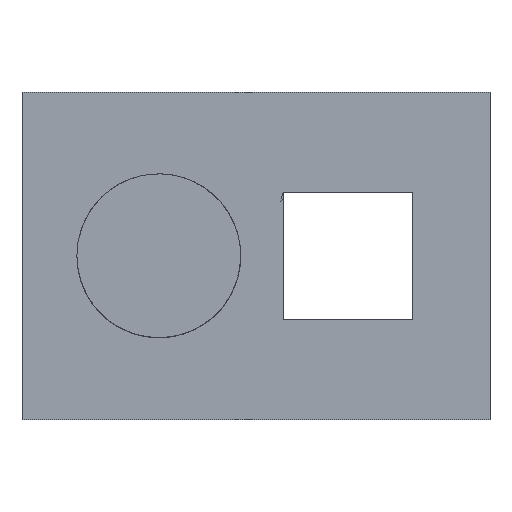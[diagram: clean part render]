
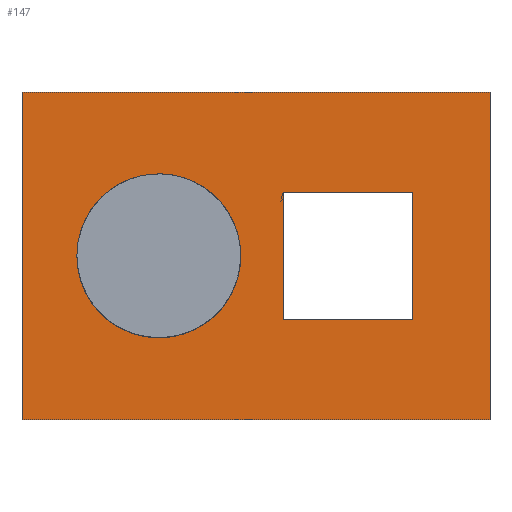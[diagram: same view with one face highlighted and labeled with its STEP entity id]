
A CAD part, top view. The second image highlights one B-rep face of the part: STEP entity #147.
In plain terms, the highlighted free-form (B-spline) face has degree [1, 1] with [2, 2] control points.
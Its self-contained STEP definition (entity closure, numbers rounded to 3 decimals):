
#147=ADVANCED_FACE('',(#163,#160,#161),#598,.T.);
#160=FACE_BOUND('',#177,.T.);
#161=FACE_BOUND('',#178,.T.);
#163=FACE_OUTER_BOUND('',#176,.T.);
#176=EDGE_LOOP('',(#192,#193,#194,#195));
#177=EDGE_LOOP('',(#196));
#178=EDGE_LOOP('',(#197));
#192=ORIENTED_EDGE('',*,*,#404,.T.);
#193=ORIENTED_EDGE('',*,*,#405,.T.);
#194=ORIENTED_EDGE('',*,*,#406,.T.);
#195=ORIENTED_EDGE('',*,*,#407,.T.);
#196=ORIENTED_EDGE('',*,*,#408,.T.);
#197=ORIENTED_EDGE('',*,*,#409,.T.);
#244=(
BOUNDED_CURVE()
B_SPLINE_CURVE(2,(#661,#662,#663,#664,#665,#666,#667,#668,#669),
 .UNSPECIFIED.,.T.,.F.)
B_SPLINE_CURVE_WITH_KNOTS((3,2,2,2,3),(3.142,4.712,
6.283,7.854,9.425),.UNSPECIFIED.)
CURVE()
GEOMETRIC_REPRESENTATION_ITEM()
RATIONAL_B_SPLINE_CURVE((1.,0.707,1.,0.707,1.,0.707,
1.,0.707,1.))
REPRESENTATION_ITEM('')
);
#250=PCURVE('',#598,#302);
#251=PCURVE('',#598,#303);
#252=PCURVE('',#598,#304);
#253=PCURVE('',#598,#305);
#254=PCURVE('',#598,#306);
#255=PCURVE('',#598,#307);
#302=DEFINITIONAL_REPRESENTATION('',(#455),#1116);
#303=DEFINITIONAL_REPRESENTATION('',(#457),#1116);
#304=DEFINITIONAL_REPRESENTATION('',(#459),#1116);
#305=DEFINITIONAL_REPRESENTATION('',(#461),#1116);
#306=DEFINITIONAL_REPRESENTATION('',(#462),#1116);
#307=DEFINITIONAL_REPRESENTATION('',(#464),#1116);
#354=SURFACE_CURVE('',#454,(#250),.PCURVE_S1.);
#355=SURFACE_CURVE('',#456,(#251),.PCURVE_S1.);
#356=SURFACE_CURVE('',#458,(#252),.PCURVE_S1.);
#357=SURFACE_CURVE('',#460,(#253),.PCURVE_S1.);
#358=SURFACE_CURVE('',#244,(#254),.PCURVE_S1.);
#359=SURFACE_CURVE('',#463,(#255),.PCURVE_S1.);
#404=EDGE_CURVE('',#550,#551,#354,.T.);
#405=EDGE_CURVE('',#551,#552,#355,.T.);
#406=EDGE_CURVE('',#552,#553,#356,.T.);
#407=EDGE_CURVE('',#553,#550,#357,.T.);
#408=EDGE_CURVE('',#554,#554,#358,.T.);
#409=EDGE_CURVE('',#555,#555,#359,.T.);
#454=B_SPLINE_CURVE_WITH_KNOTS('',1,(#645,#646),.UNSPECIFIED.,.F.,.F.,(2,
2),(0.,1.),.UNSPECIFIED.);
#455=B_SPLINE_CURVE_WITH_KNOTS('',1,(#647,#648),.UNSPECIFIED.,.F.,.F.,(2,
2),(0.,1.),.UNSPECIFIED.);
#456=B_SPLINE_CURVE_WITH_KNOTS('',1,(#649,#650),.UNSPECIFIED.,.F.,.F.,(2,
2),(0.,1.),.UNSPECIFIED.);
#457=B_SPLINE_CURVE_WITH_KNOTS('',1,(#651,#652),.UNSPECIFIED.,.F.,.F.,(2,
2),(0.,1.),.UNSPECIFIED.);
#458=B_SPLINE_CURVE_WITH_KNOTS('',1,(#653,#654),.UNSPECIFIED.,.F.,.F.,(2,
2),(-1.,0.),.UNSPECIFIED.);
#459=B_SPLINE_CURVE_WITH_KNOTS('',1,(#655,#656),.UNSPECIFIED.,.F.,.F.,(2,
2),(-1.,0.),.UNSPECIFIED.);
#460=B_SPLINE_CURVE_WITH_KNOTS('',1,(#657,#658),.UNSPECIFIED.,.F.,.F.,(2,
2),(-1.,0.),.UNSPECIFIED.);
#461=B_SPLINE_CURVE_WITH_KNOTS('',1,(#659,#660),.UNSPECIFIED.,.F.,.F.,(2,
2),(-1.,0.),.UNSPECIFIED.);
#462=B_SPLINE_CURVE_WITH_KNOTS('',2,(#670,#671,#672,#673,#674,#675,#676,
#677,#678,#679,#680,#681,#682,#683,#684,#685,#686,#687,#688,#689,#690,#691,
#692,#693,#694,#695,#696,#697,#698,#699,#700,#701,#702,#703,#704,#705,#706,
#707,#708,#709,#710,#711,#712,#713,#714,#715,#716,#717,#718,#719,#720,#721,
#722,#723,#724,#725,#726,#727,#728,#729,#730,#731,#732,#733,#734),
 .UNSPECIFIED.,.T.,.F.,(3,2,2,2,2,2,2,2,2,2,2,2,2,2,2,2,2,2,2,2,2,2,2,2,
2,2,2,2,2,2,2,2,3),(3.142,3.338,3.534,
3.731,3.927,4.123,4.32,4.516,
4.712,4.909,5.105,5.301,5.498,
5.694,5.89,6.087,6.283,6.48,
6.676,6.872,7.069,7.265,7.461,
7.658,7.854,8.05,8.247,8.443,
8.639,8.836,9.032,9.228,9.425),
 .UNSPECIFIED.);
#463=B_SPLINE_CURVE_WITH_KNOTS('',1,(#735,#736,#737,#738,#739),
 .UNSPECIFIED.,.T.,.F.,(2,1,1,1,2),(0.,1.,2.,3.,4.),.UNSPECIFIED.);
#464=B_SPLINE_CURVE_WITH_KNOTS('',1,(#740,#741,#742,#743,#744),
 .UNSPECIFIED.,.T.,.F.,(2,1,1,1,2),(0.,0.992,2.,2.992,
4.),.UNSPECIFIED.);
#550=VERTEX_POINT('',#639);
#551=VERTEX_POINT('',#640);
#552=VERTEX_POINT('',#641);
#553=VERTEX_POINT('',#642);
#554=VERTEX_POINT('',#643);
#555=VERTEX_POINT('',#644);
#598=B_SPLINE_SURFACE_WITH_KNOTS('',1,1,((#635,#636),(#637,#638)),
 .UNSPECIFIED.,.F.,.F.,.F.,(2,2),(2,2),(0.,1.),(0.,1.),.UNSPECIFIED.);
#635=CARTESIAN_POINT('',(-50.,-35.,20.));
#636=CARTESIAN_POINT('',(-50.,35.,20.));
#637=CARTESIAN_POINT('',(50.,-35.,20.));
#638=CARTESIAN_POINT('',(50.,35.,20.));
#639=CARTESIAN_POINT('',(-50.,-35.,20.));
#640=CARTESIAN_POINT('',(50.,-35.,20.));
#641=CARTESIAN_POINT('',(50.,35.,20.));
#642=CARTESIAN_POINT('',(-50.,35.,20.));
#643=CARTESIAN_POINT('',(-38.268,0.,20.));
#644=CARTESIAN_POINT('',(33.454,13.62,20.));
#645=CARTESIAN_POINT('',(-50.,-35.,20.));
#646=CARTESIAN_POINT('',(50.,-35.,20.));
#647=CARTESIAN_POINT('',(0.,0.));
#648=CARTESIAN_POINT('',(1.,0.));
#649=CARTESIAN_POINT('',(50.,-35.,20.));
#650=CARTESIAN_POINT('',(50.,35.,20.));
#651=CARTESIAN_POINT('',(1.,0.));
#652=CARTESIAN_POINT('',(1.,1.));
#653=CARTESIAN_POINT('',(50.,35.,20.));
#654=CARTESIAN_POINT('',(-50.,35.,20.));
#655=CARTESIAN_POINT('',(1.,1.));
#656=CARTESIAN_POINT('',(0.,1.));
#657=CARTESIAN_POINT('',(-50.,35.,20.));
#658=CARTESIAN_POINT('',(-50.,-35.,20.));
#659=CARTESIAN_POINT('',(0.,1.));
#660=CARTESIAN_POINT('',(0.,0.));
#661=CARTESIAN_POINT('',(-38.268,0.,20.));
#662=CARTESIAN_POINT('',(-38.268,17.5,20.));
#663=CARTESIAN_POINT('',(-20.768,17.5,20.));
#664=CARTESIAN_POINT('',(-3.268,17.5,20.));
#665=CARTESIAN_POINT('',(-3.268,0.,20.));
#666=CARTESIAN_POINT('',(-3.268,-17.5,20.));
#667=CARTESIAN_POINT('',(-20.768,-17.5,20.));
#668=CARTESIAN_POINT('',(-38.268,-17.5,20.));
#669=CARTESIAN_POINT('',(-38.268,0.,20.));
#670=CARTESIAN_POINT('',(0.117,0.5));
#671=CARTESIAN_POINT('',(0.117,0.525));
#672=CARTESIAN_POINT('',(0.121,0.549));
#673=CARTESIAN_POINT('',(0.124,0.573));
#674=CARTESIAN_POINT('',(0.131,0.596));
#675=CARTESIAN_POINT('',(0.137,0.618));
#676=CARTESIAN_POINT('',(0.147,0.639));
#677=CARTESIAN_POINT('',(0.156,0.659));
#678=CARTESIAN_POINT('',(0.169,0.677));
#679=CARTESIAN_POINT('',(0.181,0.694));
#680=CARTESIAN_POINT('',(0.195,0.708));
#681=CARTESIAN_POINT('',(0.209,0.722));
#682=CARTESIAN_POINT('',(0.225,0.731));
#683=CARTESIAN_POINT('',(0.241,0.74));
#684=CARTESIAN_POINT('',(0.258,0.745));
#685=CARTESIAN_POINT('',(0.275,0.75));
#686=CARTESIAN_POINT('',(0.292,0.75));
#687=CARTESIAN_POINT('',(0.31,0.75));
#688=CARTESIAN_POINT('',(0.326,0.745));
#689=CARTESIAN_POINT('',(0.343,0.74));
#690=CARTESIAN_POINT('',(0.359,0.731));
#691=CARTESIAN_POINT('',(0.375,0.722));
#692=CARTESIAN_POINT('',(0.39,0.708));
#693=CARTESIAN_POINT('',(0.404,0.694));
#694=CARTESIAN_POINT('',(0.416,0.677));
#695=CARTESIAN_POINT('',(0.428,0.659));
#696=CARTESIAN_POINT('',(0.438,0.639));
#697=CARTESIAN_POINT('',(0.447,0.618));
#698=CARTESIAN_POINT('',(0.454,0.596));
#699=CARTESIAN_POINT('',(0.461,0.573));
#700=CARTESIAN_POINT('',(0.464,0.549));
#701=CARTESIAN_POINT('',(0.467,0.525));
#702=CARTESIAN_POINT('',(0.467,0.5));
#703=CARTESIAN_POINT('',(0.467,0.475));
#704=CARTESIAN_POINT('',(0.464,0.451));
#705=CARTESIAN_POINT('',(0.461,0.427));
#706=CARTESIAN_POINT('',(0.454,0.404));
#707=CARTESIAN_POINT('',(0.447,0.382));
#708=CARTESIAN_POINT('',(0.438,0.361));
#709=CARTESIAN_POINT('',(0.428,0.341));
#710=CARTESIAN_POINT('',(0.416,0.323));
#711=CARTESIAN_POINT('',(0.404,0.306));
#712=CARTESIAN_POINT('',(0.39,0.292));
#713=CARTESIAN_POINT('',(0.375,0.278));
#714=CARTESIAN_POINT('',(0.359,0.269));
#715=CARTESIAN_POINT('',(0.343,0.26));
#716=CARTESIAN_POINT('',(0.326,0.255));
#717=CARTESIAN_POINT('',(0.31,0.25));
#718=CARTESIAN_POINT('',(0.292,0.25));
#719=CARTESIAN_POINT('',(0.275,0.25));
#720=CARTESIAN_POINT('',(0.258,0.255));
#721=CARTESIAN_POINT('',(0.241,0.26));
#722=CARTESIAN_POINT('',(0.225,0.269));
#723=CARTESIAN_POINT('',(0.209,0.278));
#724=CARTESIAN_POINT('',(0.195,0.292));
#725=CARTESIAN_POINT('',(0.181,0.306));
#726=CARTESIAN_POINT('',(0.169,0.323));
#727=CARTESIAN_POINT('',(0.156,0.341));
#728=CARTESIAN_POINT('',(0.147,0.361));
#729=CARTESIAN_POINT('',(0.137,0.382));
#730=CARTESIAN_POINT('',(0.131,0.404));
#731=CARTESIAN_POINT('',(0.124,0.427));
#732=CARTESIAN_POINT('',(0.121,0.451));
#733=CARTESIAN_POINT('',(0.117,0.475));
#734=CARTESIAN_POINT('',(0.117,0.5));
#735=CARTESIAN_POINT('',(33.454,13.62,20.));
#736=CARTESIAN_POINT('',(33.454,-13.62,20.));
#737=CARTESIAN_POINT('',(5.787,-13.62,20.));
#738=CARTESIAN_POINT('',(5.787,13.62,20.));
#739=CARTESIAN_POINT('',(33.454,13.62,20.));
#740=CARTESIAN_POINT('',(0.835,0.695));
#741=CARTESIAN_POINT('',(0.835,0.305));
#742=CARTESIAN_POINT('',(0.558,0.305));
#743=CARTESIAN_POINT('',(0.558,0.695));
#744=CARTESIAN_POINT('',(0.835,0.695));
#1116=(
GEOMETRIC_REPRESENTATION_CONTEXT(2)
PARAMETRIC_REPRESENTATION_CONTEXT()
REPRESENTATION_CONTEXT('pspace','')
);
